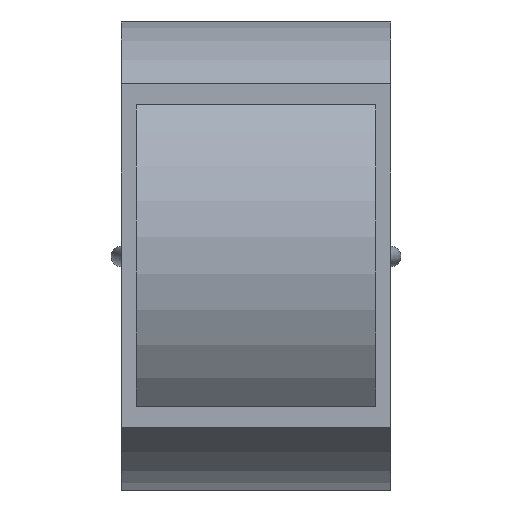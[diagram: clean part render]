
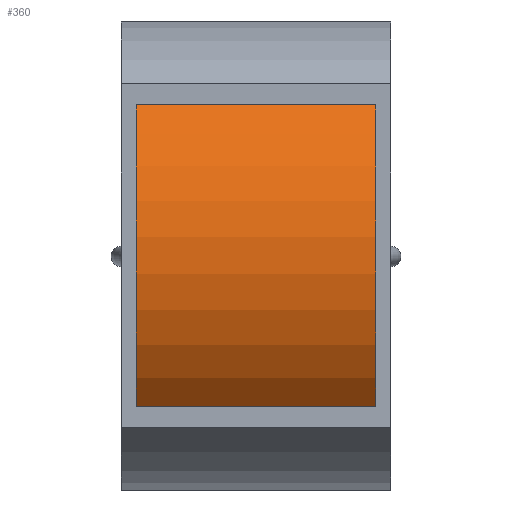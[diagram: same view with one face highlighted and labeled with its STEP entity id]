
A CAD part, top view. The second image highlights one B-rep face of the part: STEP entity #360.
In plain terms, the highlighted cylindrical face has radius 11 mm (diameter 22 mm), a partial arc.
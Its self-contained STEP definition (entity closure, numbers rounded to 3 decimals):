
#40=LINE('',#674,#63);
#41=LINE('',#677,#64);
#63=VECTOR('',#491,10.);
#64=VECTOR('',#494,10.);
#77=CYLINDRICAL_SURFACE('',#410,11.);
#92=FACE_OUTER_BOUND('',#113,.T.);
#113=EDGE_LOOP('',(#279,#280,#281,#282));
#138=CIRCLE('',#399,11.);
#144=CIRCLE('',#411,11.);
#163=VERTEX_POINT('',#604);
#165=VERTEX_POINT('',#607);
#174=VERTEX_POINT('',#673);
#175=VERTEX_POINT('',#675);
#200=EDGE_CURVE('',#165,#163,#138,.T.);
#214=EDGE_CURVE('',#165,#174,#40,.T.);
#215=EDGE_CURVE('',#174,#175,#144,.T.);
#216=EDGE_CURVE('',#175,#163,#41,.T.);
#279=ORIENTED_EDGE('',*,*,#214,.T.);
#280=ORIENTED_EDGE('',*,*,#215,.T.);
#281=ORIENTED_EDGE('',*,*,#216,.T.);
#282=ORIENTED_EDGE('',*,*,#200,.F.);
#360=ADVANCED_FACE('',(#92),#77,.T.);
#399=AXIS2_PLACEMENT_3D('',#609,#462,#463);
#410=AXIS2_PLACEMENT_3D('',#672,#489,#490);
#411=AXIS2_PLACEMENT_3D('',#676,#492,#493);
#462=DIRECTION('center_axis',(1.,0.,0.));
#463=DIRECTION('ref_axis',(0.,1.,0.));
#489=DIRECTION('center_axis',(1.,0.,0.));
#490=DIRECTION('ref_axis',(0.,1.,0.));
#491=DIRECTION('',(-1.,0.,0.));
#492=DIRECTION('center_axis',(1.,0.,0.));
#493=DIRECTION('ref_axis',(0.,1.,0.));
#494=DIRECTION('',(1.,0.,0.));
#604=CARTESIAN_POINT('',(12.,-7.55,8.));
#607=CARTESIAN_POINT('',(12.,7.55,8.));
#609=CARTESIAN_POINT('Origin',(12.,0.,0.));
#672=CARTESIAN_POINT('Origin',(0.,0.,0.));
#673=CARTESIAN_POINT('',(0.,7.55,8.));
#674=CARTESIAN_POINT('',(0.,7.55,8.));
#675=CARTESIAN_POINT('',(0.,-7.55,8.));
#676=CARTESIAN_POINT('Origin',(0.,0.,0.));
#677=CARTESIAN_POINT('',(0.,-7.55,8.));
